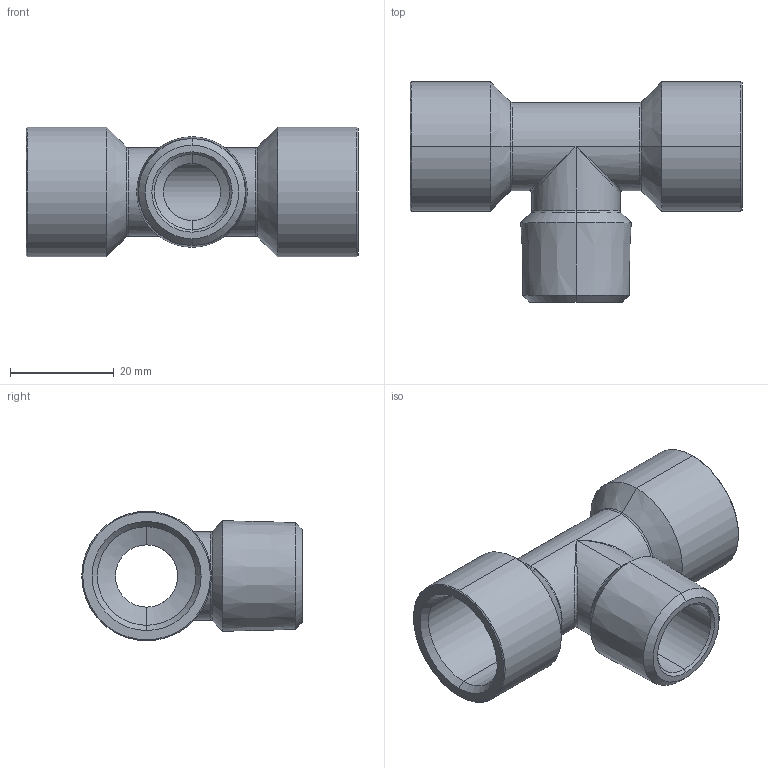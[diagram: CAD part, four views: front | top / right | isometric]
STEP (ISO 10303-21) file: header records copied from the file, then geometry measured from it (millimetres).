
FILE_DESCRIPTION (( 'STEP AP203' ), '1' );
FILE_NAME ('X5140004.STEP', '2011-10-25T08:31:13', ( 'SP' ), ( 'sopra-pneumatic' ), 'SwSTEP 2.0', 'SolidWorks 2011', '' );
FILE_SCHEMA (( 'CONFIG_CONTROL_DESIGN' ));
Length unit declared in the file: millimetre
Products named in the file (1): X5140004
Bounding box: 64 x 42.5 x 25 mm (x, y, z)
Volume: 14331 mm3; surface area: 10583 mm2
Topology: 1 solids, 1 shells, 56 faces, 116 edges, 58 vertices
Faces by surface type: cone 26, cylinder 19, torus 6, plane 3, bspline 2
Entity records: 1755 total; most frequent: CARTESIAN_POINT 505, DIRECTION 276, ORIENTED_EDGE 224, AXIS2_PLACEMENT_3D 115, EDGE_CURVE 112, CIRCLE 60, EDGE_LOOP 60, VERTEX_POINT 58
